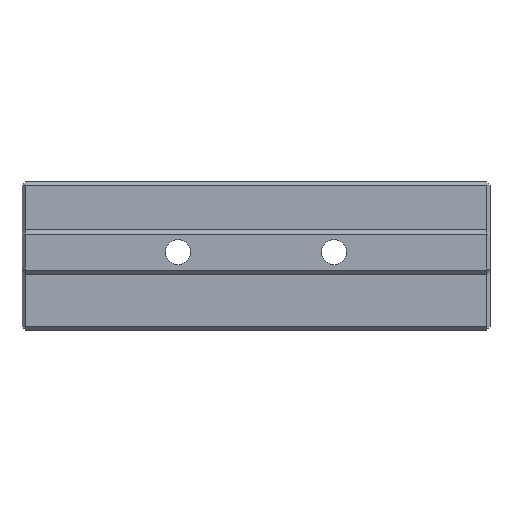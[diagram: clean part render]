
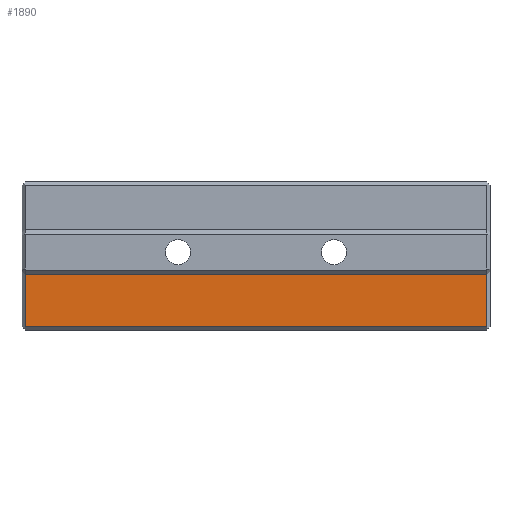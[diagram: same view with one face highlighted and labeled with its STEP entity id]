
A CAD part, front view. The second image highlights one B-rep face of the part: STEP entity #1890.
In plain terms, the highlighted planar face has unit normal (0, -1, 0).
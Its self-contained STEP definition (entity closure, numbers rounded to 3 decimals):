
#294 = PLANE('',#295);
#295 = AXIS2_PLACEMENT_3D('',#296,#297,#298);
#296 = CARTESIAN_POINT('',(0.2,-12.55,-2.4));
#297 = DIRECTION('',(0.707,0.707,0.));
#298 = DIRECTION('',(0.,0.,1.));
#400 = PLANE('',#401);
#401 = AXIS2_PLACEMENT_3D('',#402,#403,#404);
#402 = CARTESIAN_POINT('',(0.,-12.55,-9.3));
#403 = DIRECTION('',(0.,0.707,0.707));
#404 = DIRECTION('',(-1.,-0.,0.));
#548 = VERTEX_POINT('',#549);
#549 = CARTESIAN_POINT('',(0.4,-12.75,-9.1));
#570 = EDGE_CURVE('',#571,#548,#573,.T.);
#571 = VERTEX_POINT('',#572);
#572 = CARTESIAN_POINT('',(0.4,-12.75,-2.4));
#573 = SURFACE_CURVE('',#574,(#578,#585),.PCURVE_S1.);
#574 = LINE('',#575,#576);
#575 = CARTESIAN_POINT('',(0.4,-12.75,-2.4));
#576 = VECTOR('',#577,1.);
#577 = DIRECTION('',(0.,-0.,-1.));
#578 = PCURVE('',#294,#579);
#579 = DEFINITIONAL_REPRESENTATION('',(#580),#584);
#580 = LINE('',#581,#582);
#581 = CARTESIAN_POINT('',(-0.,0.283));
#582 = VECTOR('',#583,1.);
#583 = DIRECTION('',(-1.,0.));
#584 = ( GEOMETRIC_REPRESENTATION_CONTEXT(2) 
PARAMETRIC_REPRESENTATION_CONTEXT() REPRESENTATION_CONTEXT('2D SPACE',''
  ) );
#585 = PCURVE('',#586,#591);
#586 = PLANE('',#587);
#587 = AXIS2_PLACEMENT_3D('',#588,#589,#590);
#588 = CARTESIAN_POINT('',(30.,-12.75,-5.95));
#589 = DIRECTION('',(-0.,-1.,-0.));
#590 = DIRECTION('',(0.,0.,-1.));
#591 = DEFINITIONAL_REPRESENTATION('',(#592),#596);
#592 = LINE('',#593,#594);
#593 = CARTESIAN_POINT('',(-3.55,-29.6));
#594 = VECTOR('',#595,1.);
#595 = DIRECTION('',(1.,0.));
#596 = ( GEOMETRIC_REPRESENTATION_CONTEXT(2) 
PARAMETRIC_REPRESENTATION_CONTEXT() REPRESENTATION_CONTEXT('2D SPACE',''
  ) );
#767 = PLANE('',#768);
#768 = AXIS2_PLACEMENT_3D('',#769,#770,#771);
#769 = CARTESIAN_POINT('',(0.,-8.25,-2.4));
#770 = DIRECTION('',(0.,0.,1.));
#771 = DIRECTION('',(1.,0.,-0.));
#1414 = VERTEX_POINT('',#1415);
#1415 = CARTESIAN_POINT('',(59.6,-12.75,-9.1));
#1429 = PLANE('',#1430);
#1430 = AXIS2_PLACEMENT_3D('',#1431,#1432,#1433);
#1431 = CARTESIAN_POINT('',(59.8,-12.55,-9.1));
#1432 = DIRECTION('',(0.707,-0.707,0.));
#1433 = DIRECTION('',(-0.,-0.,-1.));
#1441 = EDGE_CURVE('',#548,#1414,#1442,.T.);
#1442 = SURFACE_CURVE('',#1443,(#1447,#1454),.PCURVE_S1.);
#1443 = LINE('',#1444,#1445);
#1444 = CARTESIAN_POINT('',(0.,-12.75,-9.1));
#1445 = VECTOR('',#1446,1.);
#1446 = DIRECTION('',(1.,0.,0.));
#1447 = PCURVE('',#400,#1448);
#1448 = DEFINITIONAL_REPRESENTATION('',(#1449),#1453);
#1449 = LINE('',#1450,#1451);
#1450 = CARTESIAN_POINT('',(-0.,0.283));
#1451 = VECTOR('',#1452,1.);
#1452 = DIRECTION('',(-1.,0.));
#1453 = ( GEOMETRIC_REPRESENTATION_CONTEXT(2) 
PARAMETRIC_REPRESENTATION_CONTEXT() REPRESENTATION_CONTEXT('2D SPACE',''
  ) );
#1454 = PCURVE('',#586,#1455);
#1455 = DEFINITIONAL_REPRESENTATION('',(#1456),#1460);
#1456 = LINE('',#1457,#1458);
#1457 = CARTESIAN_POINT('',(3.15,-30.));
#1458 = VECTOR('',#1459,1.);
#1459 = DIRECTION('',(0.,1.));
#1460 = ( GEOMETRIC_REPRESENTATION_CONTEXT(2) 
PARAMETRIC_REPRESENTATION_CONTEXT() REPRESENTATION_CONTEXT('2D SPACE',''
  ) );
#1890 = ADVANCED_FACE('',(#1891),#586,.T.);
#1891 = FACE_BOUND('',#1892,.T.);
#1892 = EDGE_LOOP('',(#1893,#1894,#1917,#1938));
#1893 = ORIENTED_EDGE('',*,*,#1441,.T.);
#1894 = ORIENTED_EDGE('',*,*,#1895,.T.);
#1895 = EDGE_CURVE('',#1414,#1896,#1898,.T.);
#1896 = VERTEX_POINT('',#1897);
#1897 = CARTESIAN_POINT('',(59.6,-12.75,-2.4));
#1898 = SURFACE_CURVE('',#1899,(#1903,#1910),.PCURVE_S1.);
#1899 = LINE('',#1900,#1901);
#1900 = CARTESIAN_POINT('',(59.6,-12.75,-9.1));
#1901 = VECTOR('',#1902,1.);
#1902 = DIRECTION('',(0.,0.,1.));
#1903 = PCURVE('',#586,#1904);
#1904 = DEFINITIONAL_REPRESENTATION('',(#1905),#1909);
#1905 = LINE('',#1906,#1907);
#1906 = CARTESIAN_POINT('',(3.15,29.6));
#1907 = VECTOR('',#1908,1.);
#1908 = DIRECTION('',(-1.,0.));
#1909 = ( GEOMETRIC_REPRESENTATION_CONTEXT(2) 
PARAMETRIC_REPRESENTATION_CONTEXT() REPRESENTATION_CONTEXT('2D SPACE',''
  ) );
#1910 = PCURVE('',#1429,#1911);
#1911 = DEFINITIONAL_REPRESENTATION('',(#1912),#1916);
#1912 = LINE('',#1913,#1914);
#1913 = CARTESIAN_POINT('',(-0.,-0.283));
#1914 = VECTOR('',#1915,1.);
#1915 = DIRECTION('',(-1.,0.));
#1916 = ( GEOMETRIC_REPRESENTATION_CONTEXT(2) 
PARAMETRIC_REPRESENTATION_CONTEXT() REPRESENTATION_CONTEXT('2D SPACE',''
  ) );
#1917 = ORIENTED_EDGE('',*,*,#1918,.T.);
#1918 = EDGE_CURVE('',#1896,#571,#1919,.T.);
#1919 = SURFACE_CURVE('',#1920,(#1924,#1931),.PCURVE_S1.);
#1920 = LINE('',#1921,#1922);
#1921 = CARTESIAN_POINT('',(60.,-12.75,-2.4));
#1922 = VECTOR('',#1923,1.);
#1923 = DIRECTION('',(-1.,0.,0.));
#1924 = PCURVE('',#586,#1925);
#1925 = DEFINITIONAL_REPRESENTATION('',(#1926),#1930);
#1926 = LINE('',#1927,#1928);
#1927 = CARTESIAN_POINT('',(-3.55,30.));
#1928 = VECTOR('',#1929,1.);
#1929 = DIRECTION('',(0.,-1.));
#1930 = ( GEOMETRIC_REPRESENTATION_CONTEXT(2) 
PARAMETRIC_REPRESENTATION_CONTEXT() REPRESENTATION_CONTEXT('2D SPACE',''
  ) );
#1931 = PCURVE('',#767,#1932);
#1932 = DEFINITIONAL_REPRESENTATION('',(#1933),#1937);
#1933 = LINE('',#1934,#1935);
#1934 = CARTESIAN_POINT('',(60.,-4.5));
#1935 = VECTOR('',#1936,1.);
#1936 = DIRECTION('',(-1.,0.));
#1937 = ( GEOMETRIC_REPRESENTATION_CONTEXT(2) 
PARAMETRIC_REPRESENTATION_CONTEXT() REPRESENTATION_CONTEXT('2D SPACE',''
  ) );
#1938 = ORIENTED_EDGE('',*,*,#570,.T.);
